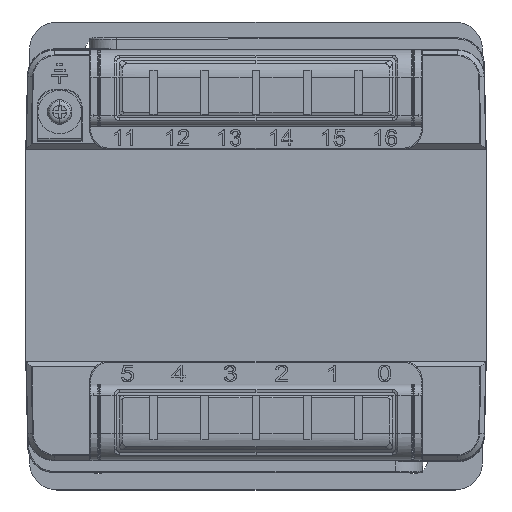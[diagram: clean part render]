
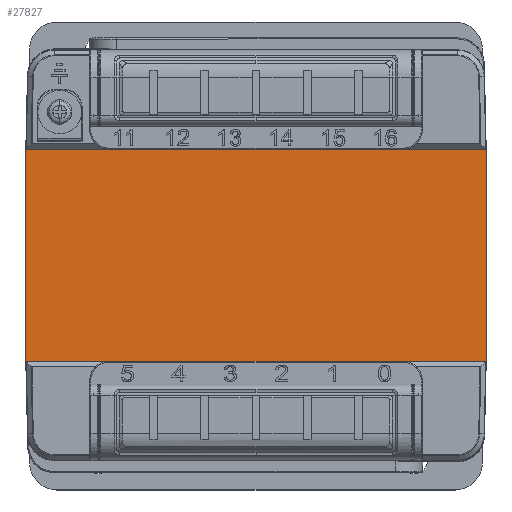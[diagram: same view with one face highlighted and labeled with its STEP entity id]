
A CAD part, top view. The second image highlights one B-rep face of the part: STEP entity #27827.
In plain terms, the highlighted planar face has unit normal (0, 0, 1).
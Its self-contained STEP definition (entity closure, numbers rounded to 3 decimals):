
#21442=DIRECTION('',(0.,1.,0.));
#21443=VECTOR('',#21442,42.);
#21444=CARTESIAN_POINT('',(55.81,75.821,16.679));
#21445=LINE('',#21444,#21443);
#21526=DIRECTION('',(-1.,0.,0.));
#21527=VECTOR('',#21526,84.38);
#21528=CARTESIAN_POINT('',(140.19,75.821,16.679));
#21529=LINE('',#21528,#21527);
#21947=DIRECTION('',(0.,1.,0.));
#21948=VECTOR('',#21947,42.);
#21949=CARTESIAN_POINT('',(140.19,75.821,16.679));
#21950=LINE('',#21949,#21948);
#21951=DIRECTION('',(-1.,0.,0.));
#21952=VECTOR('',#21951,84.38);
#21953=CARTESIAN_POINT('',(140.19,117.821,16.679));
#21954=LINE('',#21953,#21952);
#26291=CARTESIAN_POINT('',(140.19,75.821,16.679));
#26293=VERTEX_POINT('',#26291);
#26294=CARTESIAN_POINT('',(55.81,75.821,16.679));
#26295=VERTEX_POINT('',#26294);
#26301=CARTESIAN_POINT('',(140.19,117.821,16.679));
#26303=VERTEX_POINT('',#26301);
#26308=CARTESIAN_POINT('',(55.81,117.821,16.679));
#26309=VERTEX_POINT('',#26308);
#27816=CARTESIAN_POINT('',(59.,89.921,16.679));
#27817=DIRECTION('',(0.,0.,-1.));
#27818=DIRECTION('',(1.,0.,0.));
#27819=AXIS2_PLACEMENT_3D('',#27816,#27817,#27818);
#27820=PLANE('',#27819);
#27821=ORIENTED_EDGE('',*,*,#27785,.F.);
#27822=ORIENTED_EDGE('',*,*,#27298,.T.);
#27823=ORIENTED_EDGE('',*,*,#27263,.T.);
#27824=ORIENTED_EDGE('',*,*,#27702,.F.);
#27825=EDGE_LOOP('',(#27821,#27822,#27823,#27824));
#27826=FACE_OUTER_BOUND('',#27825,.F.);
#27263=EDGE_CURVE('',#26295,#26309,#21445,.T.);
#27298=EDGE_CURVE('',#26293,#26295,#21529,.T.);
#27702=EDGE_CURVE('',#26303,#26309,#21954,.T.);
#27785=EDGE_CURVE('',#26293,#26303,#21950,.T.);
#27827=ADVANCED_FACE('',(#27826),#27820,.F.);
